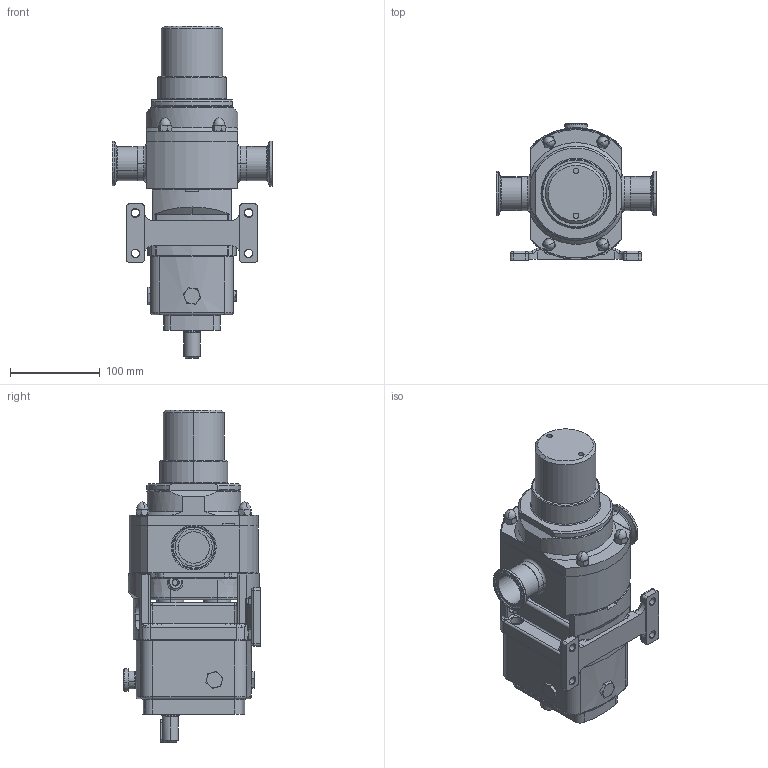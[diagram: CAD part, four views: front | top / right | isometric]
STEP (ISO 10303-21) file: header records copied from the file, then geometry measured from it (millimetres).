
FILE_DESCRIPTION (( 'STEP AP214' ), '1' );
FILE_NAME ('GA4326.STEP', '2024-11-07T16:56:33', ( '' ), ( '' ), 'SwSTEP 2.0', 'SolidWorks 2023', '' );
FILE_SCHEMA (( 'AUTOMOTIVE_DESIGN' ));
Length unit declared in the file: millimetre
Products named in the file (4): Copy of Z94-5121-22 - 1.5 INCH^GA4326; Copy of MP-CP10 SPRING PRV^GA4326; Copy of CP10-0008-08 H T^GA4326; GA4326
Assembly tree (4 placements, depth 2):
  GA4326
    Copy of CP10-0008-08 H T^GA4326
    Copy of Z94-5121-22 - 1.5 INCH^GA4326  x2
    Copy of MP-CP10 SPRING PRV^GA4326
Bounding box: 178 x 151.81 x 369.35 mm (x, y, z)
Volume: 3235546.6 mm3; surface area: 250127.3 mm2
Topology: 4 solids, 4 shells, 724 faces, 1784 edges, 1072 vertices
Faces by surface type: plane 240, cylinder 232, cone 129, torus 89, bspline 22, sphere 12
Entity records: 22864 total; most frequent: CARTESIAN_POINT 6240, DIRECTION 3582, ORIENTED_EDGE 3442, EDGE_CURVE 1721, AXIS2_PLACEMENT_3D 1441, VERTEX_POINT 1048, EDGE_LOOP 753, CIRCLE 753
